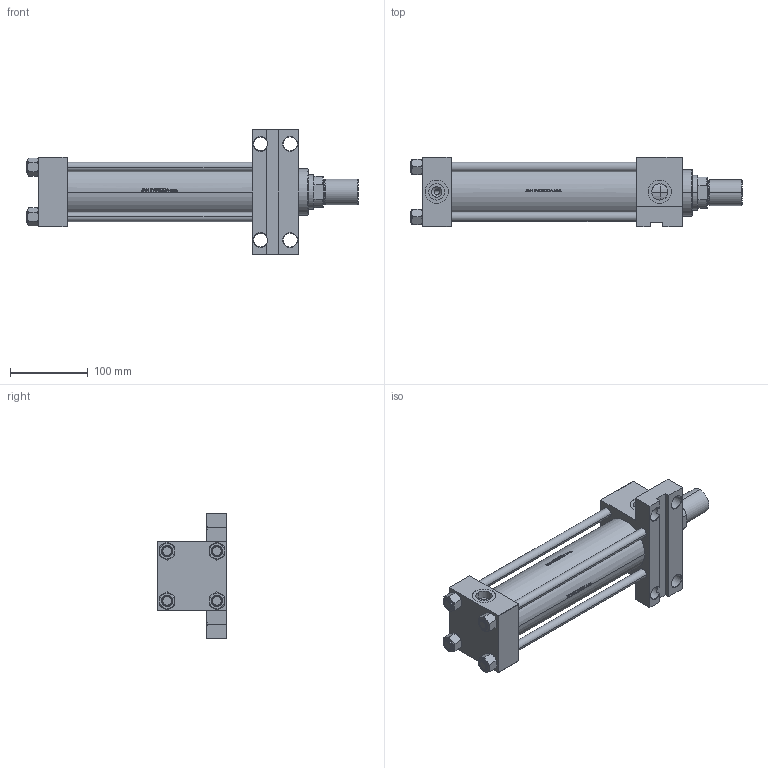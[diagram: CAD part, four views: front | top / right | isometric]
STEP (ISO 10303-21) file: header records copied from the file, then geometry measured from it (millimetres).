
FILE_DESCRIPTION (( 'STEP AP203' ), '1' );
FILE_NAME ('2306.STEP', '2023-01-17T18:11:58', ( '' ), ( '' ), 'SwSTEP 2.0', 'SolidWorks 2019', '' );
FILE_SCHEMA (( 'CONFIG_CONTROL_DESIGN' ));
Length unit declared in the file: millimetre
Products named in the file (7): V215CR_F_TYCINKA fd3c2eabf98e19dd60512b8cf763beb3; V215CR_VCP_F fd3c2eabf98e19dd60512b8cf763beb3; ROD_END_AH fd3c2eabf98e19dd60512b8cf763beb3; NUT_M5_F fd3c2eabf98e19dd60512b8cf763beb3; V215CR_F_Body fd3c2eabf98e19dd60512b8cf763beb3; V215_VC_A fd3c2eabf98e19dd60512b8cf763beb3; 2306
Assembly tree (12 placements, depth 2):
  2306
    V215CR_F_Body fd3c2eabf98e19dd60512b8cf763beb3
    V215CR_VCP_F fd3c2eabf98e19dd60512b8cf763beb3
    V215CR_F_TYCINKA fd3c2eabf98e19dd60512b8cf763beb3  x4
    NUT_M5_F fd3c2eabf98e19dd60512b8cf763beb3  x4
    V215_VC_A fd3c2eabf98e19dd60512b8cf763beb3
    ROD_END_AH fd3c2eabf98e19dd60512b8cf763beb3
Bounding box: 428 x 90 x 160 mm (x, y, z)
Volume: 1588016.6 mm3; surface area: 338785.6 mm2
Topology: 12 solids, 12 shells, 1122 faces, 2772 edges, 1789 vertices
Faces by surface type: plane 444, bspline 380, cone 156, cylinder 132, torus 10
Entity records: 48264 total; most frequent: CARTESIAN_POINT 26002, ORIENTED_EDGE 5036, DIRECTION 3214, EDGE_CURVE 2518, VERTEX_POINT 1645, LINE 1294, VECTOR 1294, EDGE_LOOP 1137
